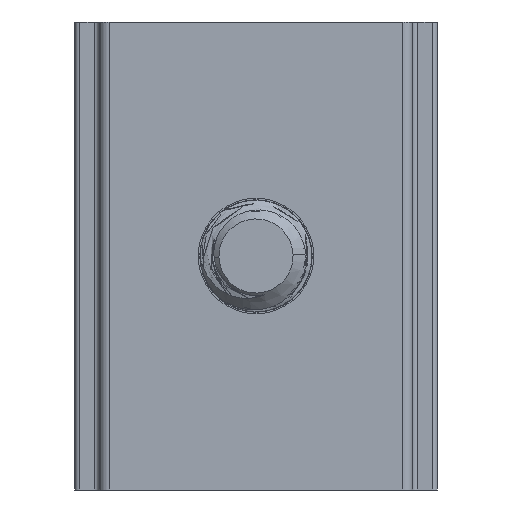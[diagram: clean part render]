
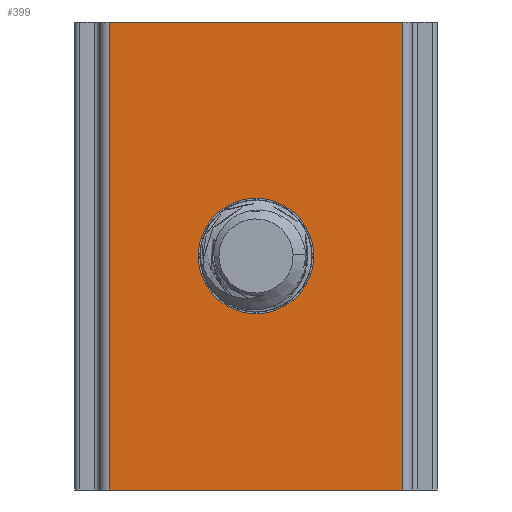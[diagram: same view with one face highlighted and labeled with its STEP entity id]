
A CAD part, front view. The second image highlights one B-rep face of the part: STEP entity #399.
In plain terms, the highlighted planar face has unit normal (0, -1, 0).
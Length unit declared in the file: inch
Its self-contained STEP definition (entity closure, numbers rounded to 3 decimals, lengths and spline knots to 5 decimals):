
#201 = VERTEX_POINT ( 'NONE', #3690 ) ;
#239 = CARTESIAN_POINT ( 'NONE',  ( -0.1475, 0., 0. ) ) ;
#354 = DIRECTION ( 'NONE',  ( 0., 0., 1. ) ) ;
#376 = AXIS2_PLACEMENT_3D ( 'NONE', #1635, #5127, #5647 ) ;
#399 = ADVANCED_FACE ( 'NONE', ( #2653, #5685 ), #1513, .T. ) ;
#882 = ORIENTED_EDGE ( 'NONE', *, *, #7365, .T. ) ;
#898 = CIRCLE ( 'NONE', #6275, 0.058 ) ;
#957 = LINE ( 'NONE', #1415, #6677 ) ;
#1125 = VECTOR ( 'NONE', #354, 39.37008 ) ;
#1166 = ORIENTED_EDGE ( 'NONE', *, *, #6560, .T. ) ;
#1230 = CARTESIAN_POINT ( 'NONE',  ( 0., 0., -0.235 ) ) ;
#1318 = CARTESIAN_POINT ( 'NONE',  ( 0.1475, 0., -0.47 ) ) ;
#1339 = DIRECTION ( 'NONE',  ( 0., 1., 0. ) ) ;
#1415 = CARTESIAN_POINT ( 'NONE',  ( -0.1475, 0., -0.47 ) ) ;
#1496 = LINE ( 'NONE', #239, #3247 ) ;
#1513 = PLANE ( 'NONE',  #376 ) ;
#1635 = CARTESIAN_POINT ( 'NONE',  ( -0.1475, 0., -0.47 ) ) ;
#1679 = EDGE_CURVE ( 'NONE', #2905, #1797, #898, .T. ) ;
#1797 = VERTEX_POINT ( 'NONE', #6691 ) ;
#2105 = EDGE_CURVE ( 'NONE', #201, #3192, #1496, .T. ) ;
#2328 = CARTESIAN_POINT ( 'NONE',  ( 0., 0., -0.177 ) ) ;
#2573 = VERTEX_POINT ( 'NONE', #3216 ) ;
#2653 = FACE_OUTER_BOUND ( 'NONE', #3754, .T. ) ;
#2781 = EDGE_CURVE ( 'NONE', #7642, #201, #4477, .T. ) ;
#2824 = ORIENTED_EDGE ( 'NONE', *, *, #2105, .T. ) ;
#2905 = VERTEX_POINT ( 'NONE', #2328 ) ;
#3170 = CIRCLE ( 'NONE', #4178, 0.058 ) ;
#3192 = VERTEX_POINT ( 'NONE', #5887 ) ;
#3216 = CARTESIAN_POINT ( 'NONE',  ( -0.1475, 0., -0.47 ) ) ;
#3247 = VECTOR ( 'NONE', #5669, 39.37008 ) ;
#3333 = DIRECTION ( 'NONE',  ( 1., 0., 0. ) ) ;
#3397 = DIRECTION ( 'NONE',  ( 0., 0., -1. ) ) ;
#3577 = ORIENTED_EDGE ( 'NONE', *, *, #7199, .T. ) ;
#3690 = CARTESIAN_POINT ( 'NONE',  ( 0.1475, 0., 0. ) ) ;
#3754 = EDGE_LOOP ( 'NONE', ( #882, #5537, #2824, #1166 ) ) ;
#4178 = AXIS2_PLACEMENT_3D ( 'NONE', #1230, #1339, #6015 ) ;
#4477 = LINE ( 'NONE', #1318, #1125 ) ;
#4535 = LINE ( 'NONE', #6314, #5930 ) ;
#5103 = ORIENTED_EDGE ( 'NONE', *, *, #1679, .T. ) ;
#5127 = DIRECTION ( 'NONE',  ( 0., -1., 0. ) ) ;
#5537 = ORIENTED_EDGE ( 'NONE', *, *, #2781, .T. ) ;
#5647 = DIRECTION ( 'NONE',  ( 0., 0., -1. ) ) ;
#5669 = DIRECTION ( 'NONE',  ( -1., 0., 0. ) ) ;
#5685 = FACE_BOUND ( 'NONE', #5787, .T. ) ;
#5787 = EDGE_LOOP ( 'NONE', ( #3577, #5103 ) ) ;
#5887 = CARTESIAN_POINT ( 'NONE',  ( -0.1475, 0., 0. ) ) ;
#5930 = VECTOR ( 'NONE', #3397, 39.37008 ) ;
#6015 = DIRECTION ( 'NONE',  ( 0., 0., -1. ) ) ;
#6275 = AXIS2_PLACEMENT_3D ( 'NONE', #6504, #7590, #7097 ) ;
#6314 = CARTESIAN_POINT ( 'NONE',  ( -0.1475, 0., -0.47 ) ) ;
#6504 = CARTESIAN_POINT ( 'NONE',  ( 0., 0., -0.235 ) ) ;
#6560 = EDGE_CURVE ( 'NONE', #3192, #2573, #4535, .T. ) ;
#6677 = VECTOR ( 'NONE', #3333, 39.37008 ) ;
#6691 = CARTESIAN_POINT ( 'NONE',  ( 0., 0., -0.293 ) ) ;
#6729 = CARTESIAN_POINT ( 'NONE',  ( 0.1475, 0., -0.47 ) ) ;
#7097 = DIRECTION ( 'NONE',  ( 0., 0., -1. ) ) ;
#7199 = EDGE_CURVE ( 'NONE', #1797, #2905, #3170, .T. ) ;
#7365 = EDGE_CURVE ( 'NONE', #2573, #7642, #957, .T. ) ;
#7590 = DIRECTION ( 'NONE',  ( 0., 1., 0. ) ) ;
#7642 = VERTEX_POINT ( 'NONE', #6729 ) ;
